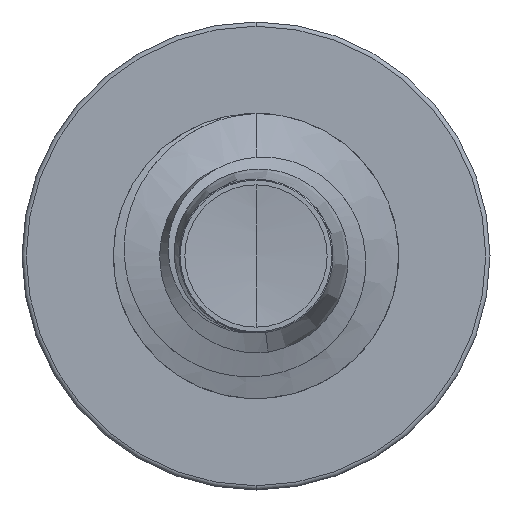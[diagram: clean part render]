
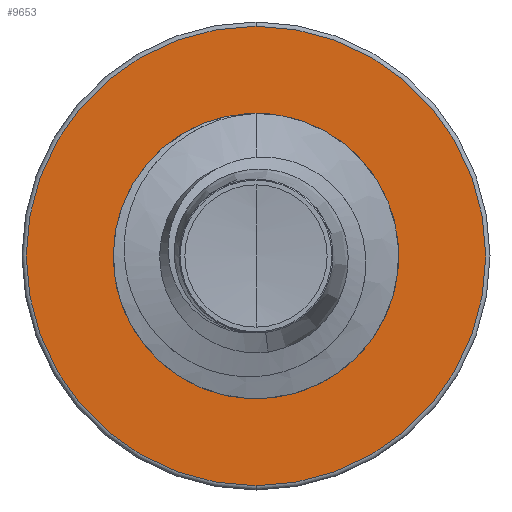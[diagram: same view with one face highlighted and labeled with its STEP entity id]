
A CAD part, front view. The second image highlights one B-rep face of the part: STEP entity #9653.
In plain terms, the highlighted planar face has unit normal (0, -1, 0).
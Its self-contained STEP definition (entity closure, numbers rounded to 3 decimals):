
#744 = VERTEX_POINT ( 'NONE', #7566 ) ;
#1096 = DIRECTION ( 'NONE',  ( 0., 1., 0. ) ) ;
#1293 = DIRECTION ( 'NONE',  ( 0., 1., 0. ) ) ;
#1533 = CIRCLE ( 'NONE', #2648, 4.025 ) ;
#1676 = CARTESIAN_POINT ( 'NONE',  ( 0., 6.5, -2.415 ) ) ;
#2504 = EDGE_LOOP ( 'NONE', ( #4569, #2775 ) ) ;
#2580 = DIRECTION ( 'NONE',  ( 0., 1., 0. ) ) ;
#2648 = AXIS2_PLACEMENT_3D ( 'NONE', #6553, #1293, #7419 ) ;
#2775 = ORIENTED_EDGE ( 'NONE', *, *, #7758, .F. ) ;
#2903 = CIRCLE ( 'NONE', #7277, 2.415 ) ;
#2919 = VERTEX_POINT ( 'NONE', #3302 ) ;
#3199 = CIRCLE ( 'NONE', #10798, 4.025 ) ;
#3302 = CARTESIAN_POINT ( 'NONE',  ( 0., 6.5, -4.025 ) ) ;
#3321 = EDGE_CURVE ( 'NONE', #6135, #6218, #2903, .T. ) ;
#3507 = EDGE_CURVE ( 'NONE', #744, #2919, #3199, .T. ) ;
#3698 = CARTESIAN_POINT ( 'NONE',  ( 0., 6.5, -2.415 ) ) ;
#4278 = FACE_OUTER_BOUND ( 'NONE', #2504, .T. ) ;
#4569 = ORIENTED_EDGE ( 'NONE', *, *, #3507, .F. ) ;
#6135 = VERTEX_POINT ( 'NONE', #11188 ) ;
#6218 = VERTEX_POINT ( 'NONE', #1676 ) ;
#6329 = EDGE_CURVE ( 'NONE', #6218, #6135, #8665, .T. ) ;
#6462 = DIRECTION ( 'NONE',  ( 0., 0., 1. ) ) ;
#6553 = CARTESIAN_POINT ( 'NONE',  ( 0., 6.5, 0. ) ) ;
#7045 = DIRECTION ( 'NONE',  ( 0., 0., 1. ) ) ;
#7048 = ORIENTED_EDGE ( 'NONE', *, *, #6329, .T. ) ;
#7147 = FACE_BOUND ( 'NONE', #9293, .T. ) ;
#7185 = DIRECTION ( 'NONE',  ( 0., 1., 0. ) ) ;
#7232 = DIRECTION ( 'NONE',  ( 0., 0., 1. ) ) ;
#7272 = DIRECTION ( 'NONE',  ( 0., 1., 0. ) ) ;
#7277 = AXIS2_PLACEMENT_3D ( 'NONE', #8063, #7272, #7045 ) ;
#7419 = DIRECTION ( 'NONE',  ( 0., 0., 1. ) ) ;
#7460 = ORIENTED_EDGE ( 'NONE', *, *, #3321, .T. ) ;
#7566 = CARTESIAN_POINT ( 'NONE',  ( 0., 6.5, 4.025 ) ) ;
#7720 = AXIS2_PLACEMENT_3D ( 'NONE', #3698, #1096, #7232 ) ;
#7758 = EDGE_CURVE ( 'NONE', #2919, #744, #1533, .T. ) ;
#7796 = AXIS2_PLACEMENT_3D ( 'NONE', #7836, #2580, #8729 ) ;
#7801 = CARTESIAN_POINT ( 'NONE',  ( 0., 6.5, 0. ) ) ;
#7836 = CARTESIAN_POINT ( 'NONE',  ( 0., 6.5, 0. ) ) ;
#8063 = CARTESIAN_POINT ( 'NONE',  ( 0., 6.5, 0. ) ) ;
#8665 = CIRCLE ( 'NONE', #7796, 2.415 ) ;
#8729 = DIRECTION ( 'NONE',  ( 0., 0., 1. ) ) ;
#9293 = EDGE_LOOP ( 'NONE', ( #7460, #7048 ) ) ;
#9653 = ADVANCED_FACE ( 'NONE', ( #4278, #7147 ), #9793, .F. ) ;
#9793 = PLANE ( 'NONE',  #7720 ) ;
#10798 = AXIS2_PLACEMENT_3D ( 'NONE', #7801, #7185, #6462 ) ;
#11188 = CARTESIAN_POINT ( 'NONE',  ( 0., 6.5, 2.415 ) ) ;
